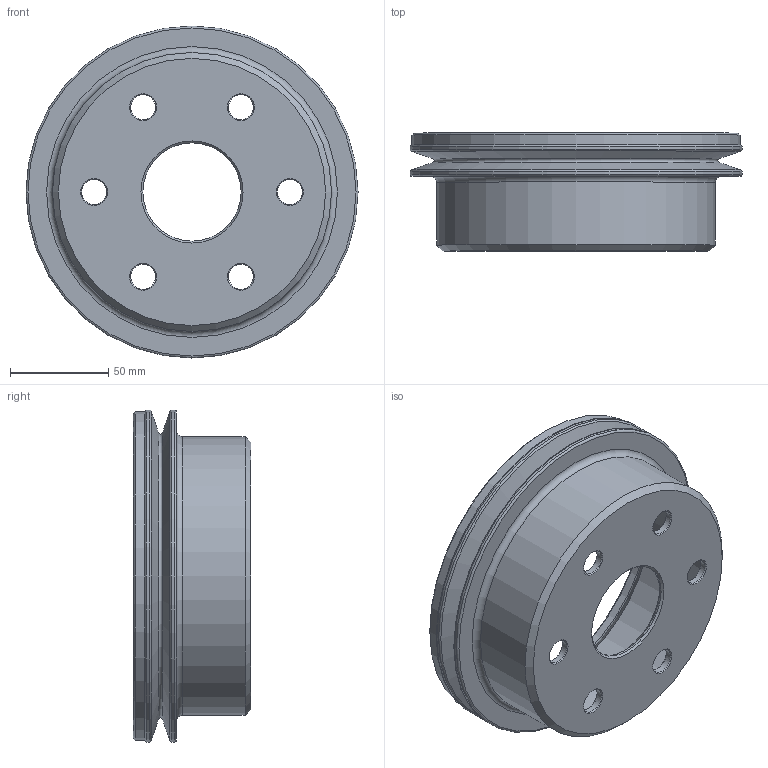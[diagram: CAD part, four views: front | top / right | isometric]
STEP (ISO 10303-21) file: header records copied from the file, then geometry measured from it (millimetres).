
FILE_DESCRIPTION(/* description */ (''),/* implementation_level */ '2;1');
FILE_NAME(/* name */ 'poulie v2 step.step',/* time_stamp */ '2024-07-09T13:21:18+02:00',/* author */ (''),/* organization */ (''),/* preprocessor_version */ 'ST-DEVELOPER v20',/* originating_system */ 'Autodesk Translation Framework v13.14.0.145',/* authorisation */ '');
FILE_SCHEMA (('AUTOMOTIVE_DESIGN { 1 0 10303 214 3 1 1 }'));
Length unit declared in the file: millimetre
Products named in the file (1): poulie
Bounding box: 169 x 60 x 169 mm (x, y, z)
Volume: 270773.5 mm3; surface area: 96389.8 mm2
Topology: 1 solids, 1 shells, 45 faces, 99 edges, 58 vertices
Faces by surface type: cone 20, cylinder 13, torus 8, plane 4
Full cylindrical faces by diameter (mm): 12.7 x6, 50 x1, 131 x1, 141 x1, 142 x1, 167 x1, 169 x2
Entity records: 1308 total; most frequent: DIRECTION 257, CARTESIAN_POINT 203, ORIENTED_EDGE 198, AXIS2_PLACEMENT_3D 112, EDGE_CURVE 99, CIRCLE 66, EDGE_LOOP 61, VERTEX_POINT 58
